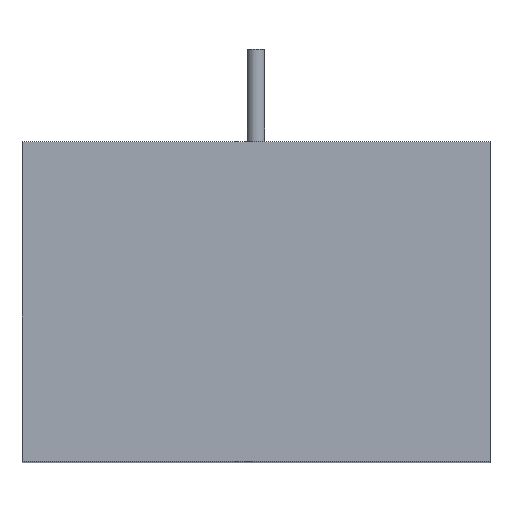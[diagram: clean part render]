
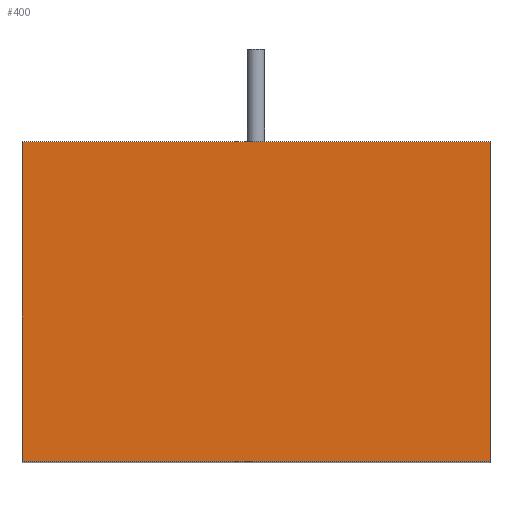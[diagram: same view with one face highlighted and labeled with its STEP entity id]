
A CAD part, top view. The second image highlights one B-rep face of the part: STEP entity #400.
In plain terms, the highlighted planar face has unit normal (0, 0, 1).
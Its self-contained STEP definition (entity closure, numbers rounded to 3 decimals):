
#93=DIRECTION('',(0.,-1.,0.));
#94=VECTOR('',#93,55.);
#95=CARTESIAN_POINT('',(-40.3,27.5,160.));
#96=LINE('',#95,#94);
#97=DIRECTION('',(-1.,0.,0.));
#98=VECTOR('',#97,80.6);
#99=CARTESIAN_POINT('',(40.3,27.5,160.));
#100=LINE('',#99,#98);
#101=DIRECTION('',(0.,1.,0.));
#102=VECTOR('',#101,55.);
#103=CARTESIAN_POINT('',(40.3,-27.5,160.));
#104=LINE('',#103,#102);
#105=DIRECTION('',(1.,0.,0.));
#106=VECTOR('',#105,80.6);
#107=CARTESIAN_POINT('',(-40.3,-27.5,160.));
#108=LINE('',#107,#106);
#225=CARTESIAN_POINT('',(-40.3,27.5,160.));
#226=CARTESIAN_POINT('',(-40.3,-27.5,160.));
#227=VERTEX_POINT('',#225);
#228=VERTEX_POINT('',#226);
#229=CARTESIAN_POINT('',(40.3,-27.5,160.));
#230=VERTEX_POINT('',#229);
#231=CARTESIAN_POINT('',(40.3,27.5,160.));
#232=VERTEX_POINT('',#231);
#389=CARTESIAN_POINT('',(0.,0.,160.));
#390=DIRECTION('',(0.,0.,1.));
#391=DIRECTION('',(1.,0.,0.));
#392=AXIS2_PLACEMENT_3D('',#389,#390,#391);
#393=PLANE('',#392);
#394=ORIENTED_EDGE('',*,*,#305,.F.);
#395=ORIENTED_EDGE('',*,*,#320,.F.);
#396=ORIENTED_EDGE('',*,*,#370,.F.);
#397=ORIENTED_EDGE('',*,*,#383,.F.);
#398=EDGE_LOOP('',(#394,#395,#396,#397));
#399=FACE_OUTER_BOUND('',#398,.F.);
#400=ADVANCED_FACE('',(#399),#393,.T.);
#305=EDGE_CURVE('',#227,#228,#96,.T.);
#320=EDGE_CURVE('',#232,#227,#100,.T.);
#370=EDGE_CURVE('',#230,#232,#104,.T.);
#383=EDGE_CURVE('',#228,#230,#108,.T.);
